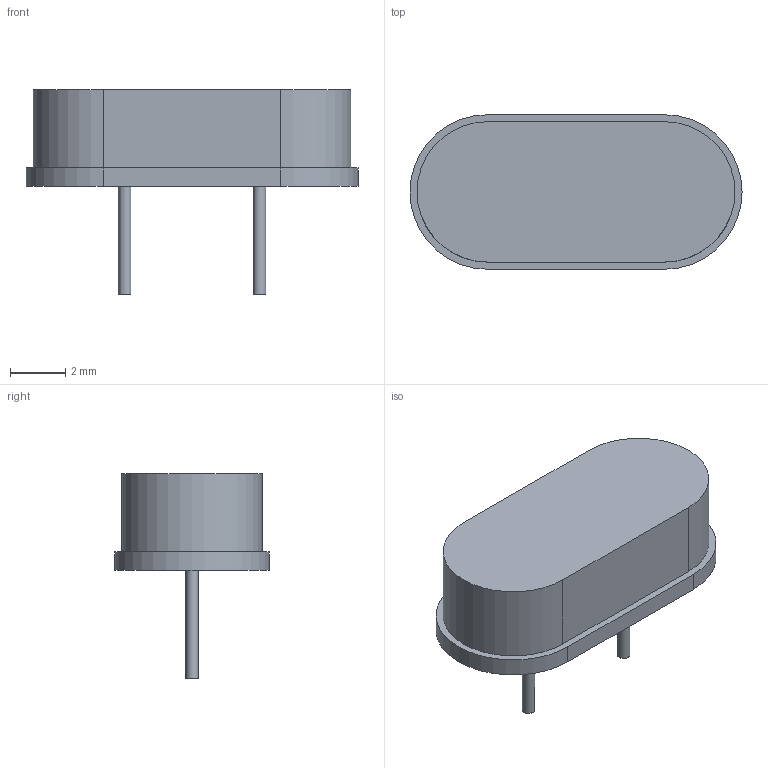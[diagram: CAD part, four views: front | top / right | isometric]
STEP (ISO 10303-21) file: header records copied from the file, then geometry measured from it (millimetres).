
FILE_DESCRIPTION(('STEP AP214'),'1');
FILE_NAME('XTAL_ABL_ABR','2024-03-19T03:02:30',(''),(''),'','','');
FILE_SCHEMA(('AUTOMOTIVE_DESIGN'));
Length unit declared in the file: millimetre
Products named in the file (1): product
Bounding box: 12.01 x 5.59 x 7.42 mm (x, y, z)
Volume: 191.8 mm3; surface area: 340.6 mm2
Topology: 4 solids, 4 shells, 18 faces, 30 edges, 20 vertices
Faces by surface type: plane 12, cylinder 6
Full cylindrical faces by diameter (mm): 0.457 x2
Entity records: 588 total; most frequent: DIRECTION 82, ORIENTED_EDGE 56, CARTESIAN_POINT 53, AXIS2_PLACEMENT_3D 33, EDGE_CURVE 28, EDGE_LOOP 20, VERTEX_POINT 20, ADVANCED_FACE 18
